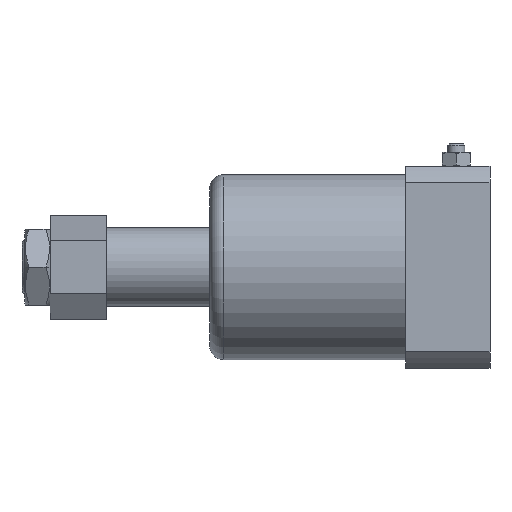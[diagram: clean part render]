
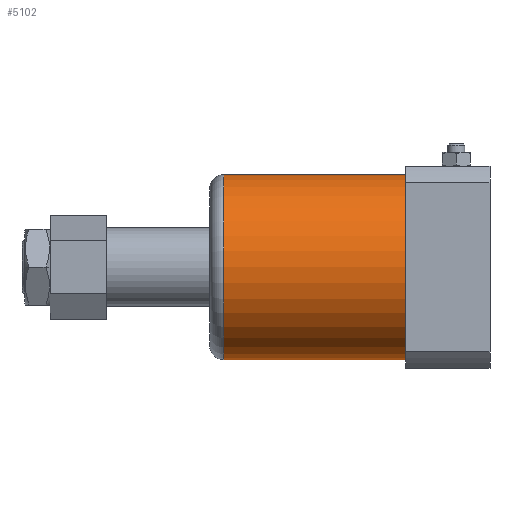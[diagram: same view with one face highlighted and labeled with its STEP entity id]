
A CAD part, left-side view. The second image highlights one B-rep face of the part: STEP entity #5102.
In plain terms, the highlighted cylindrical face has radius 33 mm (diameter 66 mm), a partial arc.
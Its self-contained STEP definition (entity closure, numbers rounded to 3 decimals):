
#856 = LINE ( 'NONE', #5683, #859 ) ;
#859 = VECTOR ( 'NONE', #5684, 1000. ) ;
#861 = LINE ( 'NONE', #5702, #864 ) ;
#864 = VECTOR ( 'NONE', #5704, 1000. ) ;
#993 = CIRCLE ( 'NONE', #4570, 33. ) ;
#1042 = CIRCLE ( 'NONE', #4586, 33. ) ;
#1836 = CARTESIAN_POINT ( 'NONE',  ( 0., 100., 0. ) ) ;
#1837 = DIRECTION ( 'NONE',  ( 0., -1., 0. ) ) ;
#1840 = DIRECTION ( 'NONE',  ( 0., 0., -1. ) ) ;
#2107 = CARTESIAN_POINT ( 'NONE',  ( 0., 30., -33. ) ) ;
#2122 = CARTESIAN_POINT ( 'NONE',  ( 0., 30., 33. ) ) ;
#2131 = CARTESIAN_POINT ( 'NONE',  ( 0., 95., 33. ) ) ;
#2157 = CARTESIAN_POINT ( 'NONE',  ( 0., 95., -33. ) ) ;
#2252 = EDGE_LOOP ( 'NONE', ( #5409, #5410, #5411, #5412 ) ) ;
#2305 = VERTEX_POINT ( 'NONE', #2131 ) ;
#2311 = VERTEX_POINT ( 'NONE', #2122 ) ;
#2313 = VERTEX_POINT ( 'NONE', #2107 ) ;
#2497 = VERTEX_POINT ( 'NONE', #2157 ) ;
#2704 = FACE_OUTER_BOUND ( 'NONE', #2252, .T. ) ;
#2708 = CYLINDRICAL_SURFACE ( 'NONE', #7132, 33. ) ;
#3255 = CARTESIAN_POINT ( 'NONE',  ( 0., 30., 0. ) ) ;
#3256 = DIRECTION ( 'NONE',  ( 0., 1., 0. ) ) ;
#3257 = DIRECTION ( 'NONE',  ( 0., 0., -1. ) ) ;
#3342 = CARTESIAN_POINT ( 'NONE',  ( 0., 95., 0. ) ) ;
#3343 = DIRECTION ( 'NONE',  ( 0., -1., 0. ) ) ;
#3344 = DIRECTION ( 'NONE',  ( 0., 0., 1. ) ) ;
#4570 = AXIS2_PLACEMENT_3D ( 'NONE', #3255, #3256, #3257 ) ;
#4586 = AXIS2_PLACEMENT_3D ( 'NONE', #3342, #3343, #3344 ) ;
#5102 = ADVANCED_FACE ( 'NONE', ( #2704 ), #2708, .T. ) ;
#5409 = ORIENTED_EDGE ( 'NONE', *, *, #6806, .F. ) ;
#5410 = ORIENTED_EDGE ( 'NONE', *, *, #6950, .T. ) ;
#5411 = ORIENTED_EDGE ( 'NONE', *, *, #6810, .T. ) ;
#5412 = ORIENTED_EDGE ( 'NONE', *, *, #6914, .T. ) ;
#5683 = CARTESIAN_POINT ( 'NONE',  ( 0., 100., 33. ) ) ;
#5684 = DIRECTION ( 'NONE',  ( 0., -1., 0. ) ) ;
#5702 = CARTESIAN_POINT ( 'NONE',  ( 0., 100., -33. ) ) ;
#5704 = DIRECTION ( 'NONE',  ( 0., -1., 0. ) ) ;
#6806 = EDGE_CURVE ( 'NONE', #2305, #2311, #856, .T. ) ;
#6810 = EDGE_CURVE ( 'NONE', #2497, #2313, #861, .T. ) ;
#6914 = EDGE_CURVE ( 'NONE', #2313, #2311, #993, .T. ) ;
#6950 = EDGE_CURVE ( 'NONE', #2305, #2497, #1042, .T. ) ;
#7132 = AXIS2_PLACEMENT_3D ( 'NONE', #1836, #1837, #1840 ) ;
